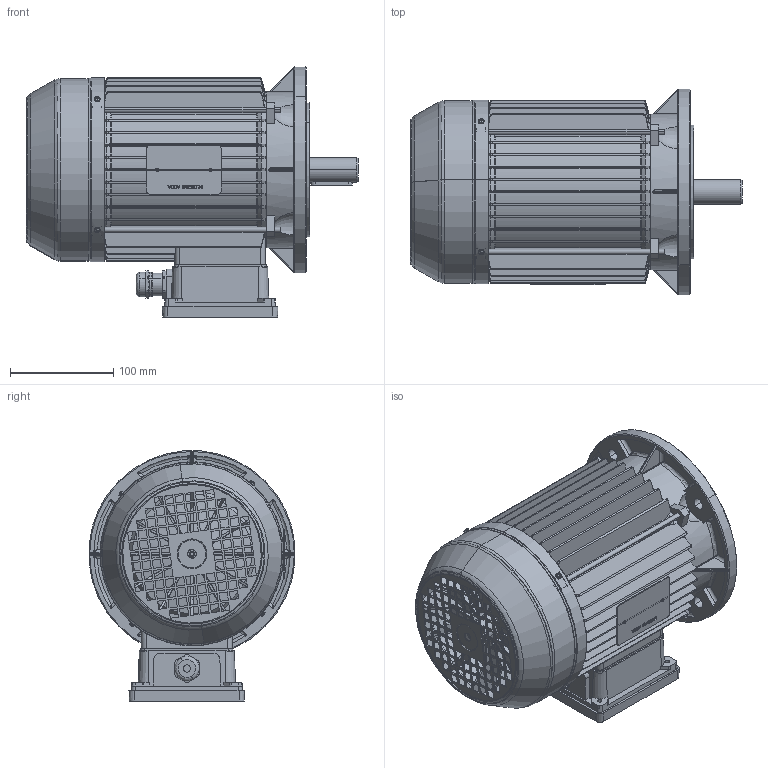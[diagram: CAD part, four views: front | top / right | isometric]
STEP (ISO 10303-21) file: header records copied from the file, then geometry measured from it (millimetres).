
FILE_DESCRIPTION (( 'STEP AP214' ), '1' );
FILE_NAME ('FCA 90L-B5-IC411-2-4-6-8 POLES.STEP', '2024-10-09T11:32:33', ( '' ), ( '' ), 'SwSTEP 2.0', 'SolidWorks 2024', '' );
FILE_SCHEMA (( 'AUTOMOTIVE_DESIGN' ));
Length unit declared in the file: millimetre
Products named in the file (17): parallel_din_Parallel key A8 x 7 x 40 DIN 6885; FCA 90L-B5-IC411-2-4-6-8 POLES; Targhetta motore_LAMIERA ALLUMINIO; Coprimorsettiera 90_STANDARD DEFINITIVO-1 FORO CENTRALE M20; Coperchio scatola morsetti 90; Ventola 90; pan head cross recess screw_iso_ISO 7045 - M3 x 10 - Z --- 10C; Albero C-FC90L_Pacco H = 90; FC90L-B5; Tirante M5 L.182; Flangia FC90 B3B5_Cuscinetto_6205; Guarnizione scatola-motore 90; PRESSACAVO M20; Scudo C90 Ant. e Post.; Radial Ball Bearing_68_SKF1_SKF - 6205 - 12,DE,AC,12_68; Copriventola 90; Guarnizione scatola-coperchio 90
Assembly tree (23 placements, depth 2):
  FCA 90L-B5-IC411-2-4-6-8 POLES
    Albero C-FC90L_Pacco H = 90
    Flangia FC90 B3B5_Cuscinetto_6205
    Radial Ball Bearing_68_SKF1_SKF - 6205 - 12,DE,AC,12_68  x2
    FC90L-B5
    Tirante M5 L.182  x4
    Targhetta motore_LAMIERA ALLUMINIO
    Scudo C90 Ant. e Post.
    Ventola 90
    Copriventola 90
    parallel_din_Parallel key A8 x 7 x 40 DIN 6885
    pan head cross recess screw_iso_ISO 7045 - M3 x 10 - Z --- 10C  x4
    Guarnizione scatola-motore 90
    Coprimorsettiera 90_STANDARD DEFINITIVO-1 FORO CENTRALE M20
    Guarnizione scatola-coperchio 90
    Coperchio scatola morsetti 90
    PRESSACAVO M20
Bounding box: 321.37 x 199.24 x 242.12 mm (x, y, z)
Volume: 1384294.7 mm3; surface area: 859531.1 mm2
Topology: 23 solids, 24 shells, 4013 faces, 11064 edges, 6978 vertices
Faces by surface type: plane 1491, cylinder 883, torus 519, bspline 462, cone 458, sphere 200
Entity records: 142720 total; most frequent: CARTESIAN_POINT 53523, ORIENTED_EDGE 19940, DIRECTION 16951, EDGE_CURVE 9970, AXIS2_PLACEMENT_3D 6344, VERTEX_POINT 6342, LINE 4263, VECTOR 4263
